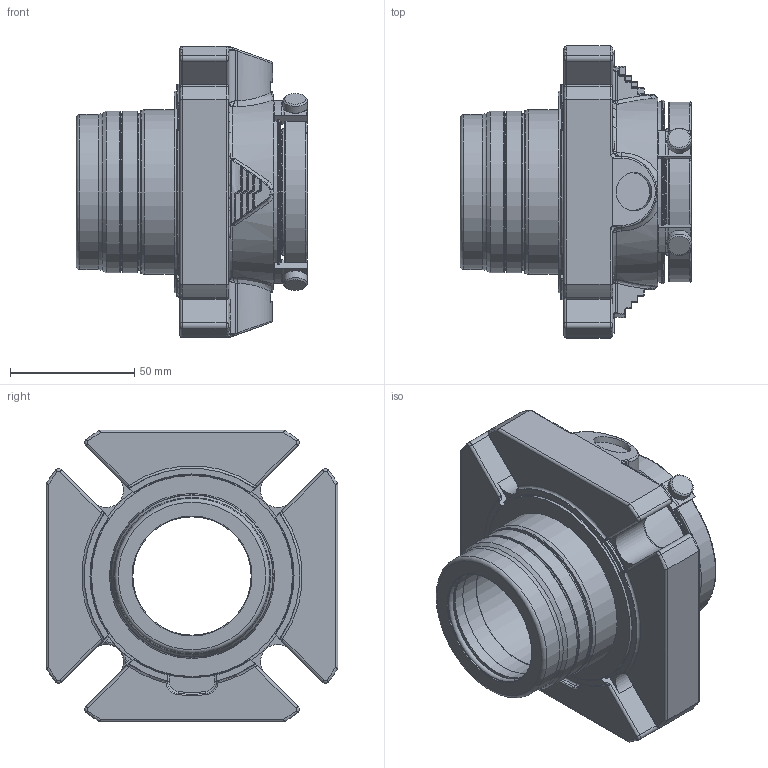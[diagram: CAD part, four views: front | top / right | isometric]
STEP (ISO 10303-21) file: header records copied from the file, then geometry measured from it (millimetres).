
FILE_DESCRIPTION(/* description */ ('Unknown'),/* implementation_level */ '2;1');
FILE_NAME(/* name */ '1.875',/* time_stamp */ '2023-01-30T13:31:36+00:00',/* author */ ('Unknown'),/* organization */ ('Unknown'),/* preprocessor_version */ 'ST-DEVELOPER v16.7',/* originating_system */ 'Solid Edge',/* authorisation */ 'Unknown');
FILE_SCHEMA (('AUTOMOTIVE_DESIGN {1 0 10303 214 3 1 1}'));
Length unit declared in the file: millimetre
Products named in the file (1): 1.875
Bounding box: 93.24 x 117.45 x 117.45 mm (x, y, z)
Volume: 357318.1 mm3; surface area: 74615.8 mm2
Topology: 1 solids, 3 shells, 1059 faces, 2783 edges, 1735 vertices
Faces by surface type: cylinder 332, plane 328, bspline 225, torus 112, cone 46, sphere 16
Full cylindrical faces by diameter (mm): 2.362 x2, 4.837 x2, 9.89 x4, 15.342 x2, 47.625 x1, 47.727 x3, 47.981 x1, 50.267 x1, 50.775 x2, 52.07 x2, 62.459 x1, 63.119 x2, 65.1 x1, 65.202 x1, 66.396 x1, 72.517 x2, 74.041 x1, 78.105 x1, 81 x1, 81.051 x1, 81.458 x1, 81.712 x1
Entity records: 35672 total; most frequent: CARTESIAN_POINT 11430, ORIENTED_EDGE 5314, DIRECTION 4594, EDGE_CURVE 2657, AXIS2_PLACEMENT_3D 1711, VERTEX_POINT 1710, FACE_BOUND 1191, EDGE_LOOP 1189
